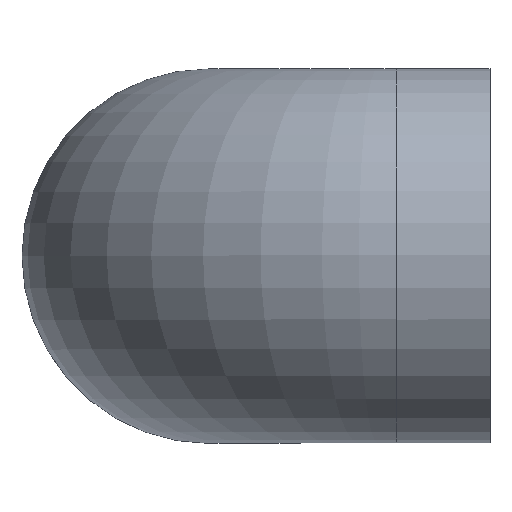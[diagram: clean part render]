
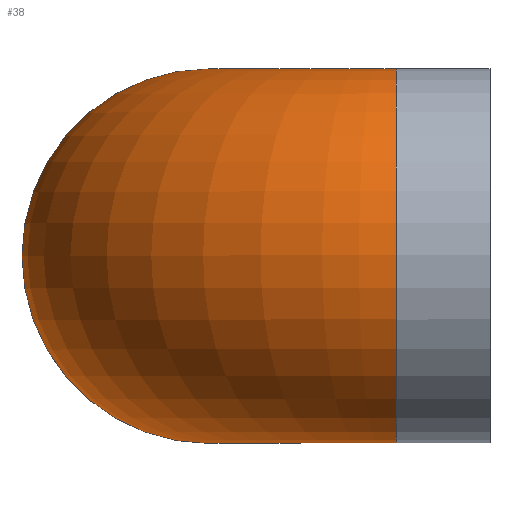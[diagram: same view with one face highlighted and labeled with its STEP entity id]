
A CAD part, top view. The second image highlights one B-rep face of the part: STEP entity #38.
In plain terms, the highlighted toroidal (fillet/blend) face has major radius 55.01 mm and minor radius 55 mm.
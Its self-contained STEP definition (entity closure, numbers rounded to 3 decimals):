
#38 = ADVANCED_FACE( '', ( #81, #82 ), #83, .T. );
#81 = FACE_OUTER_BOUND( '', #134, .T. );
#82 = FACE_OUTER_BOUND( '', #135, .T. );
#83 = TOROIDAL_SURFACE( '', #136, 55.01, 55. );
#134 = EDGE_LOOP( '', ( #183 ) );
#135 = EDGE_LOOP( '', ( #184, #185 ) );
#136 = AXIS2_PLACEMENT_3D( '', #186, #187, #188 );
#183 = ORIENTED_EDGE( '', *, *, #254, .T. );
#184 = ORIENTED_EDGE( '', *, *, #255, .F. );
#185 = ORIENTED_EDGE( '', *, *, #256, .F. );
#186 = CARTESIAN_POINT( '', ( 55.01, 0., -9.05 ) );
#187 = DIRECTION( '', ( 0., 1., 0. ) );
#188 = DIRECTION( '', ( 0., 0., 1. ) );
#254 = EDGE_CURVE( '', #281, #281, #282, .T. );
#255 = EDGE_CURVE( '', #283, #284, #285, .T. );
#256 = EDGE_CURVE( '', #284, #283, #286, .T. );
#281 = VERTEX_POINT( '', #449 );
#282 = CIRCLE( '', #450, 55. );
#283 = VERTEX_POINT( '', #451 );
#284 = VERTEX_POINT( '', #452 );
#285 = CIRCLE( '', #453, 55. );
#286 = CIRCLE( '', #454, 55. );
#449 = CARTESIAN_POINT( '', ( 55., 0., -9.05 ) );
#450 = AXIS2_PLACEMENT_3D( '', #605, #606, #607 );
#451 = CARTESIAN_POINT( '', ( 55.01, 55., 45.98 ) );
#452 = CARTESIAN_POINT( '', ( 55.01, -55., 45.98 ) );
#453 = AXIS2_PLACEMENT_3D( '', #608, #609, #610 );
#454 = AXIS2_PLACEMENT_3D( '', #611, #612, #613 );
#605 = CARTESIAN_POINT( '', ( 0., 0., -9.05 ) );
#606 = DIRECTION( '', ( 0., 0., 1. ) );
#607 = DIRECTION( '', ( 1., 0., 0. ) );
#608 = CARTESIAN_POINT( '', ( 55.01, 0., 45.96 ) );
#609 = DIRECTION( '', ( 1., 0., 0. ) );
#610 = DIRECTION( '', ( 0., 0., -1. ) );
#611 = CARTESIAN_POINT( '', ( 55.01, 0., 45.96 ) );
#612 = DIRECTION( '', ( 1., 0., 0. ) );
#613 = DIRECTION( '', ( 0., 0., -1. ) );
